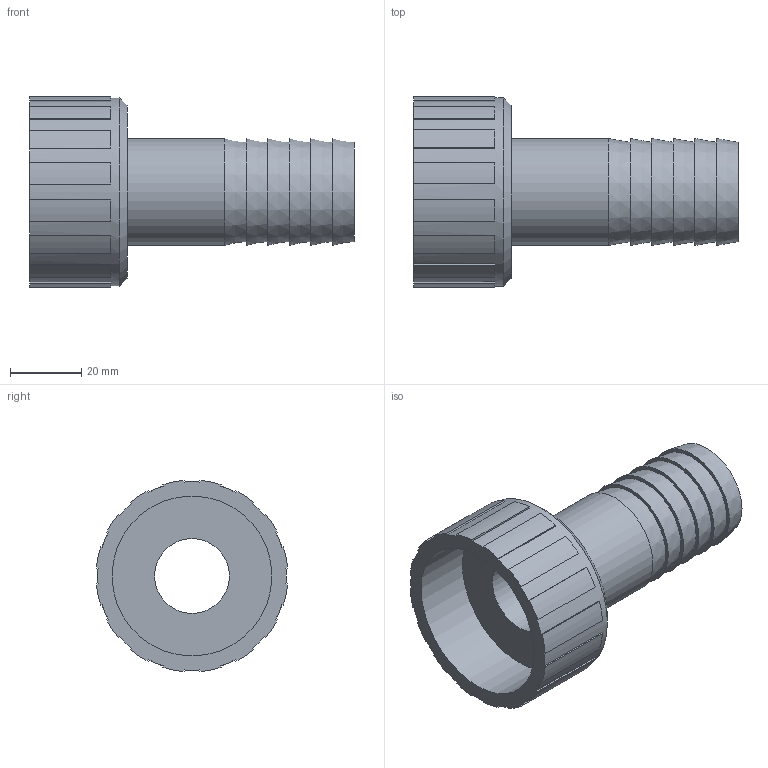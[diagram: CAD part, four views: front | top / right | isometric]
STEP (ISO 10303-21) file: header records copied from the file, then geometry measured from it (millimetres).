
FILE_DESCRIPTION(/* description */ ('PLASSON HOSE NOZZLE+NUT/THR. 1.1/2"-30'),/* implementation_level */ '2;1');
FILE_NAME(/* name */ '053602030015.ipt.stp',/* time_stamp */ '2017-12-07T16:03:33+02:00',/* author */ ('KIM'),/* organization */ (''),/* preprocessor_version */ 'ST-DEVELOPER v15.6',/* originating_system */ 'Autodesk Inventor 2015',/* authorisation */ '');
FILE_SCHEMA (('AUTOMOTIVE_DESIGN { 1 0 10303 214 3 1 1 }'));
Length unit declared in the file: millimetre
Products named in the file (1): 053602030015
Bounding box: 91 x 53.63 x 53.63 mm (x, y, z)
Volume: 52136.2 mm3; surface area: 22021 mm2
Topology: 1 solids, 1 shells, 84 faces, 223 edges, 148 vertices
Faces by surface type: plane 57, cylinder 20, cone 7
Full cylindrical faces by diameter (mm): 21 x1, 30 x1, 44.845 x1, 52.917 x1
Entity records: 2598 total; most frequent: DIRECTION 464, CARTESIAN_POINT 443, ORIENTED_EDGE 422, EDGE_CURVE 211, AXIS2_PLACEMENT_3D 168, VERTEX_POINT 147, LINE 128, VECTOR 128
